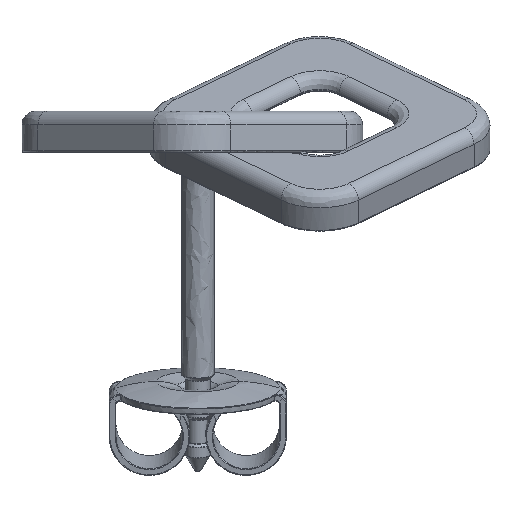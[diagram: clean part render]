
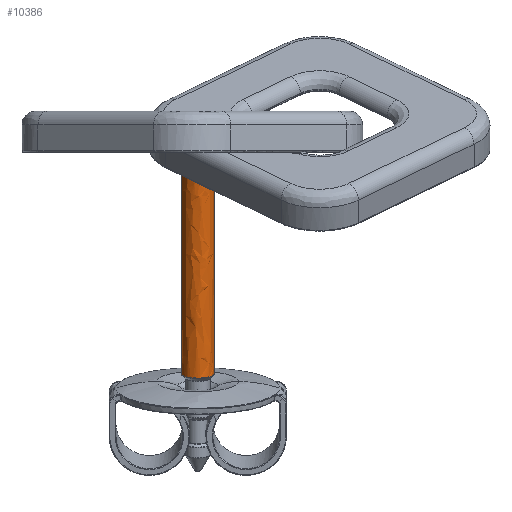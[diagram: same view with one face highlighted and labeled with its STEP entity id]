
A CAD part, left-side view. The second image highlights one B-rep face of the part: STEP entity #10386.
In plain terms, the highlighted free-form (B-spline) face has degree [2, 1] with [5, 2] control points.
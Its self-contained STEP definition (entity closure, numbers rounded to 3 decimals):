
#10135 = VERTEX_POINT('',#10136);
#10136 = CARTESIAN_POINT('',(-0.073,-1.145,
    0.286));
#10142 = EDGE_CURVE('',#10135,#10143,#10145,.T.);
#10143 = VERTEX_POINT('',#10144);
#10144 = CARTESIAN_POINT('',(-0.073,0.572,
    0.286));
#10145 = B_SPLINE_CURVE_WITH_KNOTS('',3,(#10146,#10147,#10148,#10149,
    #10150,#10151,#10152,#10153,#10154,#10155,#10156,#10157,#10158,
    #10159,#10160,#10161,#10162),.UNSPECIFIED.,.F.,.F.,(4,1,1,1,1,1,1,1,
    1,1,1,1,1,1,4),(0.,0.071,0.143,0.214,
    0.286,0.357,0.429,0.5,0.571,
    0.643,0.714,0.786,0.857,
    0.929,1.),.UNSPECIFIED.);
#10146 = CARTESIAN_POINT('',(-0.073,-1.145,
    0.286));
#10147 = CARTESIAN_POINT('',(-0.132,-1.145,
    0.245));
#10148 = CARTESIAN_POINT('',(-0.246,-1.129,
    0.163));
#10149 = CARTESIAN_POINT('',(-0.405,-1.064,
    0.05));
#10150 = CARTESIAN_POINT('',(-0.547,-0.961,
    -0.051));
#10151 = CARTESIAN_POINT('',(-0.665,-0.825,
    -0.135));
#10152 = CARTESIAN_POINT('',(-0.753,-0.665,
    -0.198));
#10153 = CARTESIAN_POINT('',(-0.808,-0.487,
    -0.237));
#10154 = CARTESIAN_POINT('',(-0.829,-0.3,
    -0.252));
#10155 = CARTESIAN_POINT('',(-0.813,-0.111,
    -0.241));
#10156 = CARTESIAN_POINT('',(-0.762,0.071,
    -0.204));
#10157 = CARTESIAN_POINT('',(-0.676,0.237,
    -0.143));
#10158 = CARTESIAN_POINT('',(-0.56,0.377,
    -0.06));
#10159 = CARTESIAN_POINT('',(-0.415,0.487,
    0.043));
#10160 = CARTESIAN_POINT('',(-0.248,0.557,
    0.162));
#10161 = CARTESIAN_POINT('',(-0.132,0.572,
    0.245));
#10162 = CARTESIAN_POINT('',(-0.073,0.572,
    0.286));
#10353 = EDGE_CURVE('',#10354,#10135,#10356,.T.);
#10354 = VERTEX_POINT('',#10355);
#10355 = CARTESIAN_POINT('',(3.264,-1.145,
    -12.711));
#10356 = B_SPLINE_CURVE_WITH_KNOTS('',1,(#10357,#10358),.UNSPECIFIED.,
  .F.,.F.,(2,2),(0.,9.376),
  .PIECEWISE_BEZIER_KNOTS.);
#10357 = CARTESIAN_POINT('',(3.264,-1.145,
    -12.711));
#10358 = CARTESIAN_POINT('',(-0.073,-1.145,
    0.286));
#10361 = VERTEX_POINT('',#10362);
#10362 = CARTESIAN_POINT('',(3.264,0.572,
    -12.711));
#10370 = EDGE_CURVE('',#10361,#10143,#10371,.T.);
#10371 = B_SPLINE_CURVE_WITH_KNOTS('',1,(#10372,#10373),.UNSPECIFIED.,
  .F.,.F.,(2,2),(0.,9.376),
  .PIECEWISE_BEZIER_KNOTS.);
#10372 = CARTESIAN_POINT('',(3.264,0.572,
    -12.711));
#10373 = CARTESIAN_POINT('',(-0.073,0.572,
    0.286));
#10386 = ADVANCED_FACE('',(#10387),#10400,.T.);
#10387 = FACE_BOUND('',#10388,.T.);
#10388 = EDGE_LOOP('',(#10389,#10390,#10398,#10399));
#10389 = ORIENTED_EDGE('',*,*,#10370,.F.);
#10390 = ORIENTED_EDGE('',*,*,#10391,.T.);
#10391 = EDGE_CURVE('',#10361,#10354,#10392,.T.);
#10392 = ( BOUNDED_CURVE() B_SPLINE_CURVE(2,(#10393,#10394,#10395,#10396
,#10397),.UNSPECIFIED.,.F.,.F.) B_SPLINE_CURVE_WITH_KNOTS((3,2,3),(0.,
1.571,3.142),.PIECEWISE_BEZIER_KNOTS.) CURVE() 
GEOMETRIC_REPRESENTATION_ITEM() RATIONAL_B_SPLINE_CURVE((1.,
0.707,1.,0.707,1.)) REPRESENTATION_ITEM('') );
#10393 = CARTESIAN_POINT('',(3.264,0.572,
    -12.711));
#10394 = CARTESIAN_POINT('',(2.432,0.572,
    -12.924));
#10395 = CARTESIAN_POINT('',(2.432,-0.286,
    -12.924));
#10396 = CARTESIAN_POINT('',(2.432,-1.145,
    -12.924));
#10397 = CARTESIAN_POINT('',(3.264,-1.145,
    -12.711));
#10398 = ORIENTED_EDGE('',*,*,#10353,.T.);
#10399 = ORIENTED_EDGE('',*,*,#10142,.T.);
#10400 = ( BOUNDED_SURFACE() B_SPLINE_SURFACE(2,1,(
    (#10401,#10402)
    ,(#10403,#10404)
    ,(#10405,#10406)
    ,(#10407,#10408)
    ,(#10409,#10410
)),.UNSPECIFIED.,.F.,.F.,.F.) B_SPLINE_SURFACE_WITH_KNOTS((3,2,3),(2,2),
  (0.,1.571,3.142),(1.139,10.515),
.PIECEWISE_BEZIER_KNOTS.) GEOMETRIC_REPRESENTATION_ITEM() 
RATIONAL_B_SPLINE_SURFACE((
    (1.,1.)
    ,(0.707,0.707)
    ,(1.,1.)
    ,(0.707,0.707)
,(1.,1.))) REPRESENTATION_ITEM('') SURFACE() );
#10401 = CARTESIAN_POINT('',(-0.073,-1.145,
    0.286));
#10402 = CARTESIAN_POINT('',(3.264,-1.145,
    -12.711));
#10403 = CARTESIAN_POINT('',(-0.905,-1.145,
    0.073));
#10404 = CARTESIAN_POINT('',(2.432,-1.145,
    -12.924));
#10405 = CARTESIAN_POINT('',(-0.905,-0.286,
    0.073));
#10406 = CARTESIAN_POINT('',(2.432,-0.286,
    -12.924));
#10407 = CARTESIAN_POINT('',(-0.905,0.572,
    0.073));
#10408 = CARTESIAN_POINT('',(2.432,0.572,
    -12.924));
#10409 = CARTESIAN_POINT('',(-0.073,0.572,
    0.286));
#10410 = CARTESIAN_POINT('',(3.264,0.572,
    -12.711));
